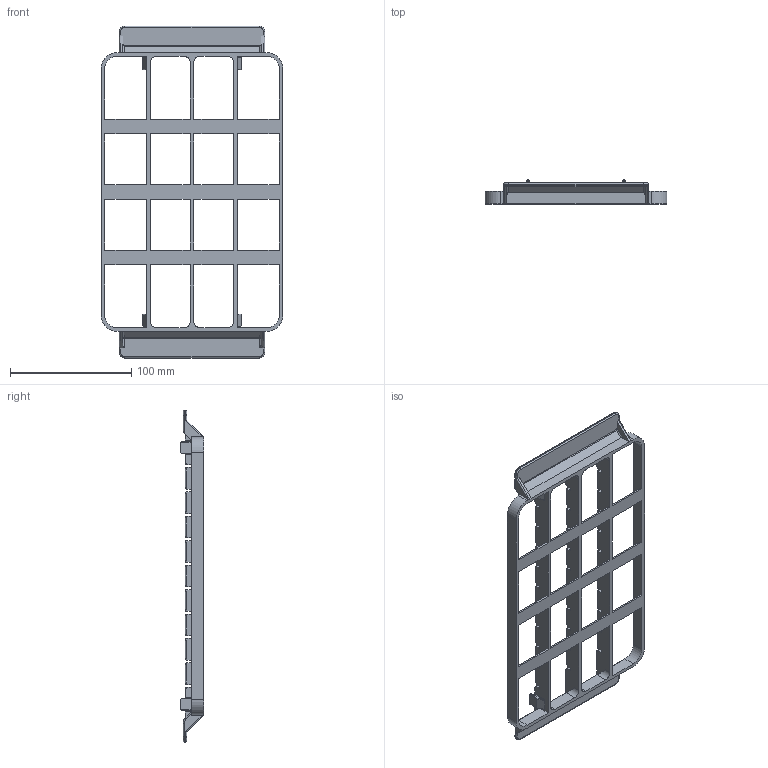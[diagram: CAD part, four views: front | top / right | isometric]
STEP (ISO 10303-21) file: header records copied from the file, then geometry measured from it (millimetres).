
FILE_DESCRIPTION(/* description */ (''),/* implementation_level */ '2;1');
FILE_NAME(/* name */ 'Tray v2.3.step',/* time_stamp */ '2023-12-08T12:29:27-08:00',/* author */ (''),/* organization */ (''),/* preprocessor_version */ 'ST-DEVELOPER v20',/* originating_system */ 'Autodesk Translation Framework v12.14.0.127',/* authorisation */ '');
FILE_SCHEMA (('AUTOMOTIVE_DESIGN { 1 0 10303 214 3 1 1 }'));
Length unit declared in the file: millimetre
Products named in the file (1): FusionComponent
Bounding box: 150 x 19.5 x 274.14 mm (x, y, z)
Volume: 81862.6 mm3; surface area: 70268.3 mm2
Topology: 1 solids, 1 shells, 955 faces, 2406 edges, 1439 vertices
Faces by surface type: cylinder 421, plane 361, sphere 142, torus 18, bspline 9, cone 4
Entity records: 28574 total; most frequent: DIRECTION 5150, CARTESIAN_POINT 5125, ORIENTED_EDGE 4812, EDGE_CURVE 2406, AXIS2_PLACEMENT_3D 1814, LINE 1522, VECTOR 1522, VERTEX_POINT 1439
